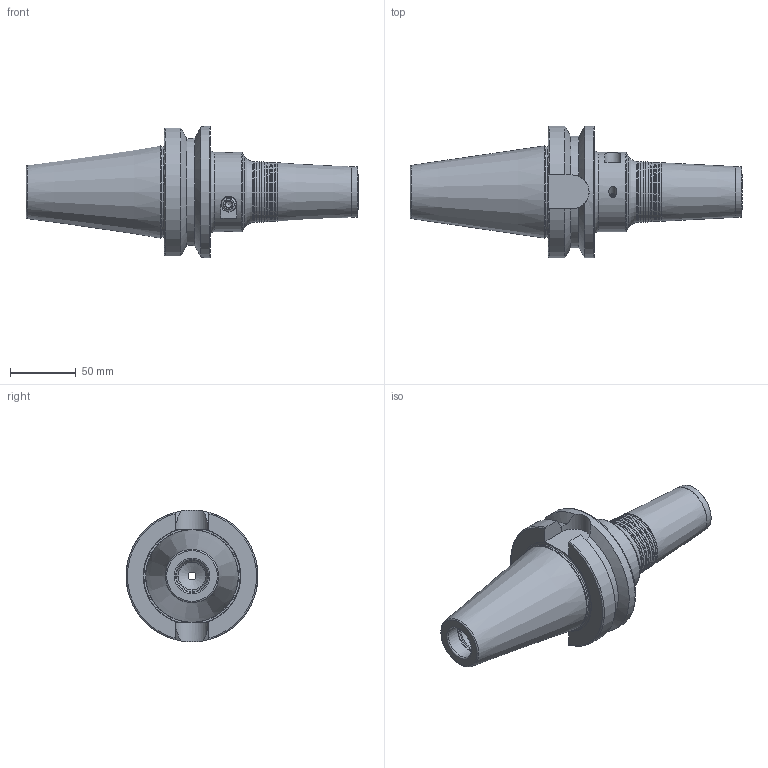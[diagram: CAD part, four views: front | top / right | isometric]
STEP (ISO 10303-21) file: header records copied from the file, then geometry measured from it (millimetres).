
FILE_DESCRIPTION((''),'2;1');
FILE_NAME('395002525150 BT50-PHC25SB-150-C-3D.stp','2022-11-16T11:14:01',('nttooll'),(''),'Autodesk Inventor 2012','Autodesk Inventor 2012','');
FILE_SCHEMA(('AUTOMOTIVE_DESIGN { 1 0 10303 214 1 1 1 1 }'));
Length unit declared in the file: millimetre
Products named in the file (1): 395002525150 BT50-PHC25SB-150-C-3D
Bounding box: 251.8 x 100 x 100 mm (x, y, z)
Volume: 584978.4 mm3; surface area: 78656 mm2
Topology: 1 solids, 1 shells, 140 faces, 316 edges, 191 vertices
Faces by surface type: cone 59, cylinder 42, plane 27, torus 12
Full cylindrical faces by diameter (mm): 2.887 x2, 4.1 x1, 5 x4, 5.774 x2, 6 x3, 11 x2, 21 x1, 21.3 x1, 24 x1, 25 x1, 25.4 x3, 38 x1, 60 x1, 68.9 x1, 100 x1
Entity records: 3682 total; most frequent: CARTESIAN_POINT 892, DIRECTION 600, ORIENTED_EDGE 456, AXIS2_PLACEMENT_3D 276, EDGE_LOOP 234, EDGE_CURVE 228, VERTEX_POINT 182, FACE_OUTER_BOUND 140
